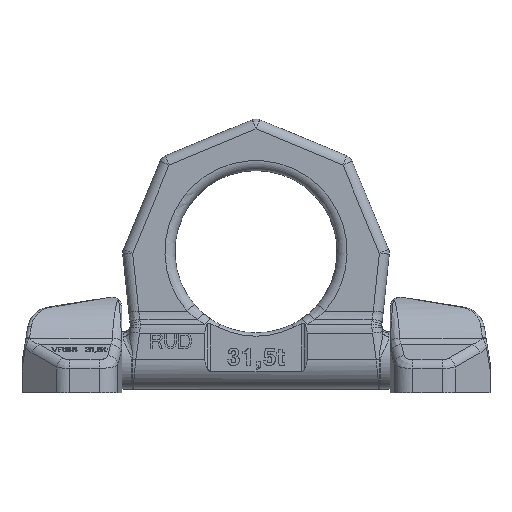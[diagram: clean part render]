
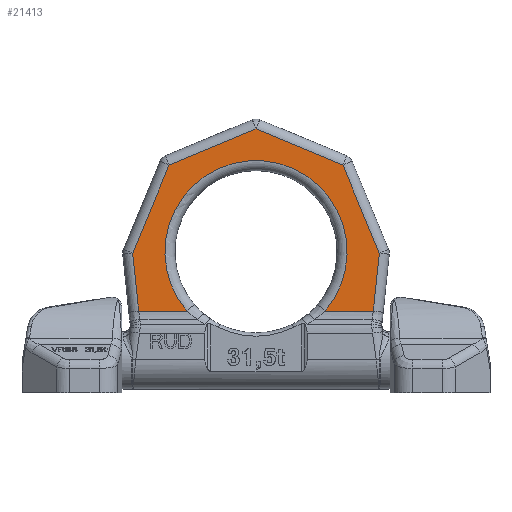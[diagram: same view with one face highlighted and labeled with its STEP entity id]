
A CAD part, top view. The second image highlights one B-rep face of the part: STEP entity #21413.
In plain terms, the highlighted face is planar.
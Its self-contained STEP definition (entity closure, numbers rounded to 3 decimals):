
#12968=DIRECTION('',(0.105,0.,0.995));
#12969=VECTOR('',#12968,46.653);
#12970=CARTESIAN_POINT('',(-98.831,21.,1.184));
#12971=LINE('',#12970,#12969);
#12972=DIRECTION('',(-0.383,0.,0.924));
#12973=VECTOR('',#12972,76.549);
#12974=CARTESIAN_POINT('',(-69.537,21.,-69.537));
#12975=LINE('',#12974,#12973);
#12976=DIRECTION('',(-0.924,0.,0.383));
#12977=VECTOR('',#12976,75.267);
#12978=CARTESIAN_POINT('',(0.,21.,-98.341));
#12979=LINE('',#12978,#12977);
#12980=DIRECTION('',(-0.924,0.,-0.383));
#12981=VECTOR('',#12980,75.267);
#12982=CARTESIAN_POINT('',(69.537,21.,-69.537));
#12983=LINE('',#12982,#12981);
#12984=DIRECTION('',(-0.383,0.,-0.924));
#12985=VECTOR('',#12984,76.549);
#12986=CARTESIAN_POINT('',(98.831,21.,1.184));
#12987=LINE('',#12986,#12985);
#12988=DIRECTION('',(0.105,0.,-0.995));
#12989=VECTOR('',#12988,46.653);
#12990=CARTESIAN_POINT('',(93.955,21.,47.582));
#12991=LINE('',#12990,#12989);
#12992=DIRECTION('',(1.,0.,0.));
#12993=VECTOR('',#12992,38.593);
#12994=CARTESIAN_POINT('',(55.362,21.,47.582));
#12995=LINE('',#12994,#12993);
#12996=DIRECTION('',(1.,0.,0.));
#12997=VECTOR('',#12996,38.593);
#12998=CARTESIAN_POINT('',(-93.955,21.,
47.582));
#12999=LINE('',#12998,#12997);
#13010=CARTESIAN_POINT('',(-93.955,21.,
47.582));
#13017=CARTESIAN_POINT('',(-55.362,21.,
47.582));
#14814=CARTESIAN_POINT('',(0.,21.,0.));
#14815=DIRECTION('',(0.,-1.,0.));
#14816=DIRECTION('',(-0.758,0.,0.652));
#14817=AXIS2_PLACEMENT_3D('',#14814,#14815,#14816);
#14836=CARTESIAN_POINT('',(55.362,21.,47.582));
#19611=VERTEX_POINT('',#13010);
#19613=CARTESIAN_POINT('',(-98.831,21.,1.184));
#19614=VERTEX_POINT('',#19613);
#19619=CARTESIAN_POINT('',(-69.537,21.,-69.537));
#19620=VERTEX_POINT('',#19619);
#19625=CARTESIAN_POINT('',(0.,21.,-98.341));
#19626=VERTEX_POINT('',#19625);
#19631=CARTESIAN_POINT('',(69.537,21.,-69.537));
#19632=VERTEX_POINT('',#19631);
#19637=CARTESIAN_POINT('',(98.831,21.,1.184));
#19638=VERTEX_POINT('',#19637);
#19643=CARTESIAN_POINT('',(93.955,21.,47.582));
#19644=VERTEX_POINT('',#19643);
#19733=VERTEX_POINT('',#14836);
#19739=VERTEX_POINT('',#13017);
#21389=CARTESIAN_POINT('',(150.,21.,-120.));
#21390=DIRECTION('',(0.,-1.,0.));
#21391=DIRECTION('',(0.,0.,1.));
#21392=AXIS2_PLACEMENT_3D('',#21389,#21390,#21391);
#21393=PLANE('',#21392);
#21395=ORIENTED_EDGE('',*,*,#21394,.F.);
#21397=ORIENTED_EDGE('',*,*,#21396,.F.);
#21399=ORIENTED_EDGE('',*,*,#21398,.F.);
#21400=ORIENTED_EDGE('',*,*,#21380,.F.);
#21402=ORIENTED_EDGE('',*,*,#21401,.F.);
#21404=ORIENTED_EDGE('',*,*,#21403,.F.);
#21406=ORIENTED_EDGE('',*,*,#21405,.F.);
#21408=ORIENTED_EDGE('',*,*,#21407,.F.);
#21410=ORIENTED_EDGE('',*,*,#21409,.F.);
#21411=EDGE_LOOP('',(#21395,#21397,#21399,#21400,#21402,#21404,#21406,#21408,
#21410));
#21412=FACE_OUTER_BOUND('',#21411,.F.);
#21413=ADVANCED_FACE('',(#21412),#21393,.F.);
#14818=CIRCLE('',#14817,73.);
#21380=EDGE_CURVE('',#19632,#19626,#12983,.T.);
#21394=EDGE_CURVE('',#19614,#19611,#12971,.T.);
#21396=EDGE_CURVE('',#19620,#19614,#12975,.T.);
#21398=EDGE_CURVE('',#19626,#19620,#12979,.T.);
#21401=EDGE_CURVE('',#19638,#19632,#12987,.T.);
#21403=EDGE_CURVE('',#19644,#19638,#12991,.T.);
#21405=EDGE_CURVE('',#19733,#19644,#12995,.T.);
#21407=EDGE_CURVE('',#19739,#19733,#14818,.T.);
#21409=EDGE_CURVE('',#19611,#19739,#12999,.T.);
